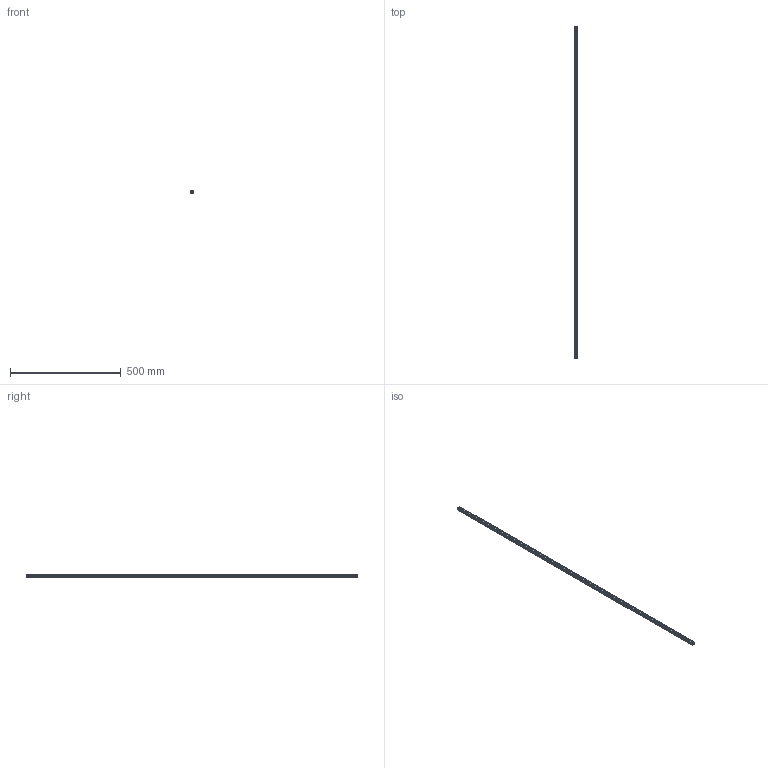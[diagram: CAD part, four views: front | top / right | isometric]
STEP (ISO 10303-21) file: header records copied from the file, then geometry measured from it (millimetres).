
FILE_DESCRIPTION(('STEP AP214'),'1');
FILE_NAME('cctmp_FB4C2C7B-2846-4737-B9AC-F9F27A00A331_2025_05_02_00_01_09_0819_136060..stp','2025-05-01T22:01:09',('igus GmbH'),('CADClick - www.CADClick.com'),'Spatial InterOp 3D',' ','unknown authorization');
FILE_SCHEMA(('AUTOMOTIVE_DESIGN'));
Length unit declared in the file: millimetre
Products named in the file (2): 2025_05_02_00_01_09_0772; 2025_05_02_00_01_09_0819
Assembly tree (1 placements, depth 2):
  2025_05_02_00_01_09_0772
    2025_05_02_00_01_09_0819
Bounding box: 17 x 1500 x 10.8 mm (x, y, z)
Volume: 182428.8 mm3; surface area: 110814.5 mm2
Topology: 1 solids, 1 shells, 224 faces, 552 edges, 368 vertices
Faces by surface type: cylinder 160, plane 64
Entity records: 8791 total; most frequent: DIRECTION 1324, CARTESIAN_POINT 1146, ORIENTED_EDGE 1104, EDGE_CURVE 552, AXIS2_PLACEMENT_3D 546, VERTEX_POINT 368, EDGE_LOOP 338, CIRCLE 320
